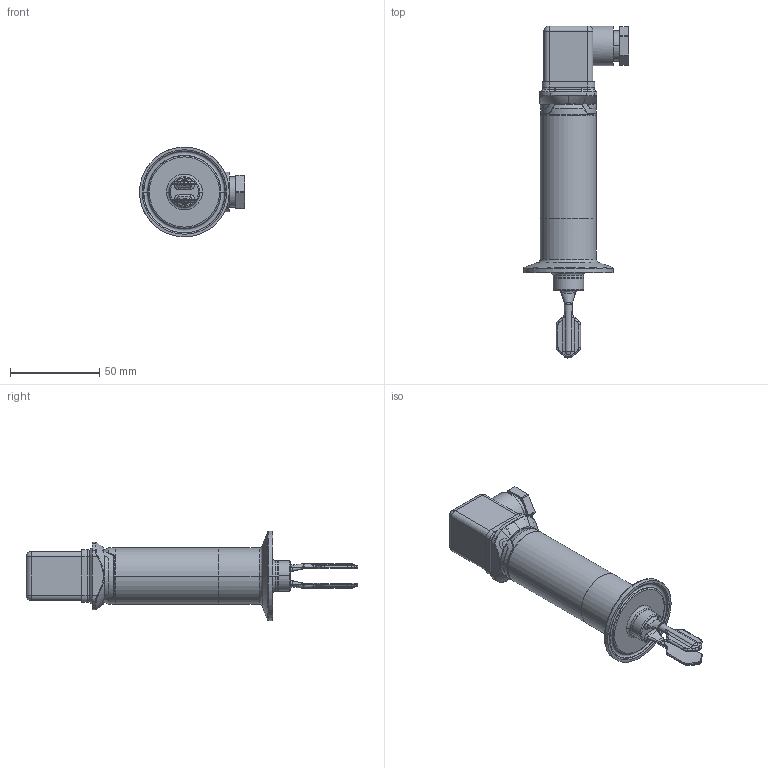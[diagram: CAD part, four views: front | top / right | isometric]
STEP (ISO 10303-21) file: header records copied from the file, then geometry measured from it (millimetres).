
FILE_DESCRIPTION((''),'2;1');
FILE_NAME('DM_CAD-2263_ASM','2016-04-04T',('Creinig-se'),(''),'PRO/ENGINEER BY PARAMETRIC TECHNOLOGY CORPORATION, 2015440','PRO/ENGINEER BY PARAMETRIC TECHNOLOGY CORPORATION, 2015440','');
FILE_SCHEMA(('CONFIG_CONTROL_DESIGN'));
Length unit declared in the file: millimetre
Products named in the file (6): DM_CAD-2248_A7_GABEL; DM_CAD-2263_ANSCHLUSS_T5; DM_CAD-2258_TEMPERATUR_B; DM_CAD-2260_PN_PS_PU_KAPPE; DM_CAD-2260_PN_PS_PU; DM_CAD-2263_ASM
Assembly tree (5 placements, depth 2):
  DM_CAD-2263_ASM
    DM_CAD-2248_A7_GABEL
    DM_CAD-2263_ANSCHLUSS_T5
    DM_CAD-2258_TEMPERATUR_B
    DM_CAD-2260_PN_PS_PU_KAPPE
    DM_CAD-2260_PN_PS_PU
Bounding box: 58.95 x 186.35 x 50.41 mm (x, y, z)
Volume: 124163.3 mm3; surface area: 31787.5 mm2
Topology: 5 solids, 5 shells, 891 faces, 2314 edges, 1407 vertices
Faces by surface type: cylinder 289, plane 262, bspline 182, torus 74, cone 40, sphere 32, extrusion 12
Entity records: 45424 total; most frequent: CARTESIAN_POINT 17749, ORIENTED_EDGE 4564, DIRECTION 3684, PRESENTATION_STYLE_ASSIGNMENT 2342, STYLED_ITEM 2297, CURVE_STYLE 2292, EDGE_CURVE 2282, VERTEX_POINT 1426
